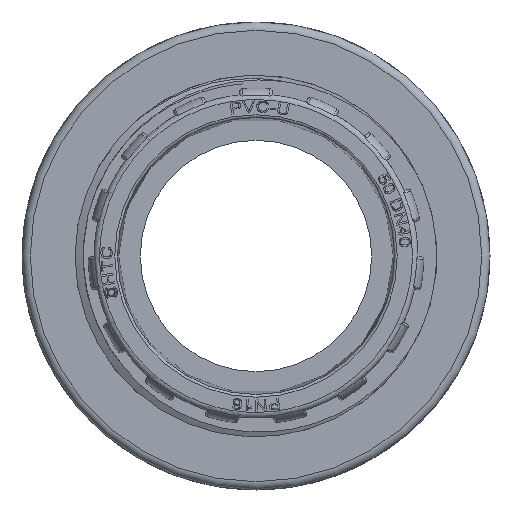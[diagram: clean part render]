
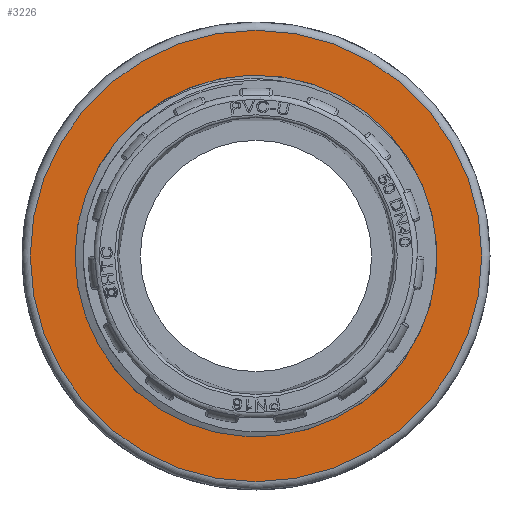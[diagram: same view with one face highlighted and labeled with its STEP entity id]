
A CAD part, front view. The second image highlights one B-rep face of the part: STEP entity #3226.
In plain terms, the highlighted planar face has unit normal (0, -1, 0).
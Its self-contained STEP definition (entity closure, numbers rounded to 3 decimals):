
#3226=ADVANCED_FACE('',(#4475,#4476),#4079,.T.);
#4079=PLANE('',#16423);
#4475=FACE_BOUND('',#4679,.T.);
#4476=FACE_BOUND('',#4680,.T.);
#4679=EDGE_LOOP('',(#6621));
#4680=EDGE_LOOP('',(#6622));
#5712=CIRCLE('',#16421,41.);
#5713=CIRCLE('',#16422,32.855);
#6621=ORIENTED_EDGE('',*,*,#12902,.T.);
#6622=ORIENTED_EDGE('',*,*,#12903,.T.);
#11243=VERTEX_POINT('',#26139);
#11244=VERTEX_POINT('',#26141);
#12902=EDGE_CURVE('',#11243,#11243,#5712,.T.);
#12903=EDGE_CURVE('',#11244,#11244,#5713,.T.);
#16421=AXIS2_PLACEMENT_3D('',#26138,#17780,#17781);
#16422=AXIS2_PLACEMENT_3D('',#26140,#17782,#17783);
#16423=AXIS2_PLACEMENT_3D('',#26142,#17784,#17785);
#17780=DIRECTION('',(0.,-1.,0.));
#17781=DIRECTION('',(-1.,0.,0.));
#17782=DIRECTION('',(0.,1.,0.));
#17783=DIRECTION('',(-1.,0.,0.));
#17784=DIRECTION('',(0.,-1.,0.));
#17785=DIRECTION('',(-1.,0.,0.));
#26138=CARTESIAN_POINT('',(1147.544,580.144,0.));
#26139=CARTESIAN_POINT('',(1106.544,580.144,0.));
#26140=CARTESIAN_POINT('',(1147.544,580.144,0.));
#26141=CARTESIAN_POINT('',(1114.689,580.144,0.));
#26142=CARTESIAN_POINT('',(1147.544,580.144,0.));
